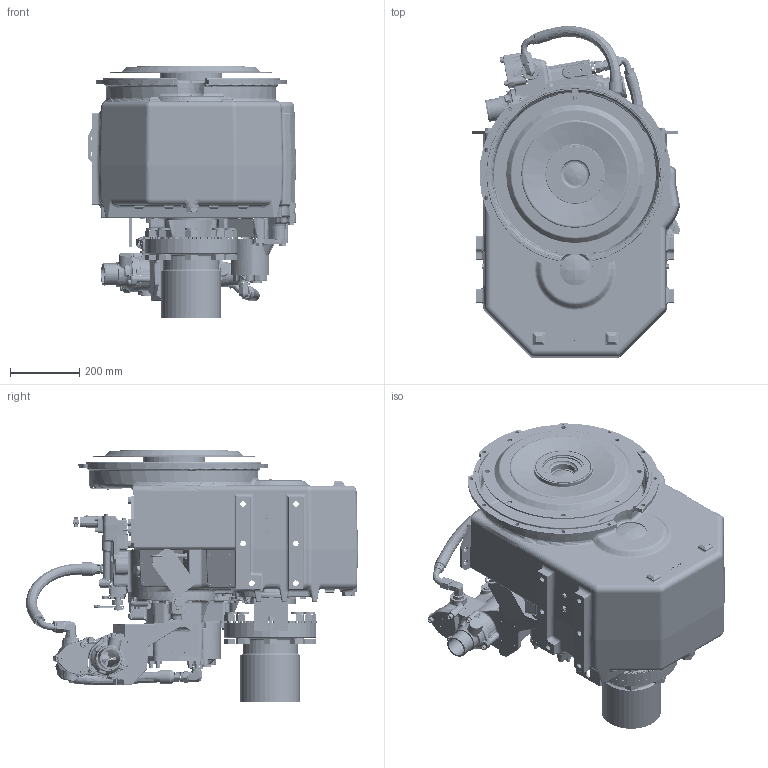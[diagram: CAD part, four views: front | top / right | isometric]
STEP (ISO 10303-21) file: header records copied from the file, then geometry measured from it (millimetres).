
FILE_DESCRIPTION (( 'STEP AP214' ), '1' );
FILE_NAME ('PX13297.STEP', '2014-10-02T13:57:08', ( '' ), ( '' ), 'SwSTEP 2.0', 'SolidWorks 2010', '' );
FILE_SCHEMA (( 'AUTOMOTIVE_DESIGN' ));
Length unit declared in the file: inch
Products named in the file (1): PX13297
Bounding box: 599.57 x 957.78 x 728.34 mm (x, y, z)
Surface area: 4301989.3 mm2 (no closed solid volume)
Topology: 0 solids, 587 shells, 6666 faces, 24868 edges, 18078 vertices
Faces by surface type: plane 2113, cylinder 2084, bspline 1059, cone 644, torus 616, sphere 150
Entity records: 428122 total; most frequent: CARTESIAN_POINT 144881, DIRECTION 39311, ORIENTED_EDGE 37341, EDGE_CURVE 24700, VERTEX_POINT 18067, AXIS2_PLACEMENT_3D 14885, VECTOR 9541, LINE 9541
